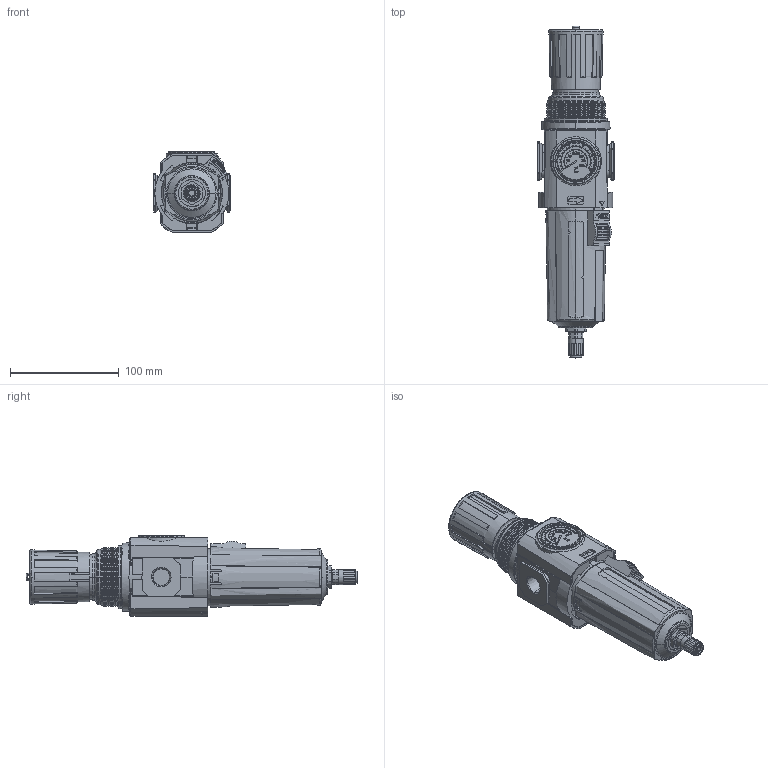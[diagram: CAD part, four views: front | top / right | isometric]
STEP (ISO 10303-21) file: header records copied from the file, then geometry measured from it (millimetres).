
FILE_DESCRIPTION (( 'STEP AP203' ), '1' );
FILE_NAME ('B84G-3AK-AP3-RMG.step', '2021-09-07T17:44:47', ( '' ), ( '' ), 'SwSTEP 2.0', 'SolidWorks 2021', '' );
FILE_SCHEMA (( 'CONFIG_CONTROL_DESIGN' ));
Length unit declared in the file: inch
Products named in the file (1): B84G-3AK-AP3-RMG
Bounding box: 70.25 x 304.93 x 74 mm (x, y, z)
Volume: 756488.7 mm3; surface area: 133532.5 mm2
Topology: 8 solids, 8 shells, 2561 faces, 6976 edges, 4564 vertices
Faces by surface type: cylinder 1193, plane 955, cone 205, bspline 196, torus 12
Entity records: 90612 total; most frequent: CARTESIAN_POINT 26300, ORIENTED_EDGE 13952, DIRECTION 13308, EDGE_CURVE 6976, AXIS2_PLACEMENT_3D 5003, VERTEX_POINT 4564, LINE 3302, VECTOR 3302
